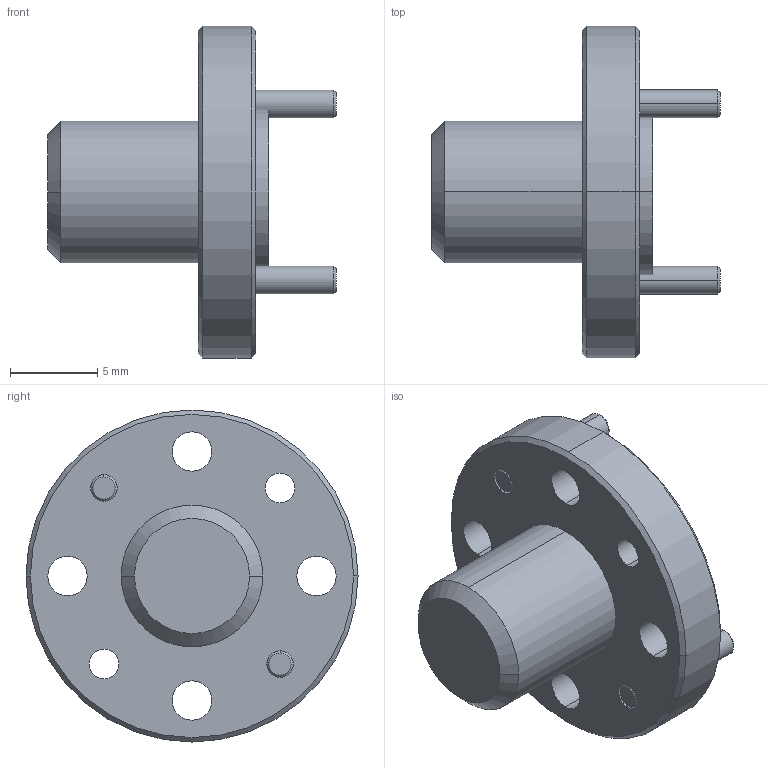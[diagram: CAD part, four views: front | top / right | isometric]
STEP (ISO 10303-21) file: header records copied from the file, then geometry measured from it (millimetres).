
FILE_DESCRIPTION (( 'STEP AP203' ), '1' );
FILE_NAME ('DMAC-08-104-1, df.STEP', '2017-11-22T19:15:51', ( '' ), ( '' ), 'SwSTEP 2.0', 'SolidWorks 2013', '' );
FILE_SCHEMA (( 'CONFIG_CONTROL_DESIGN' ));
Length unit declared in the file: inch
Products named in the file (1): DMAC-08-104-1, df
Bounding box: 16.57 x 19.05 x 19.05 mm (x, y, z)
Volume: 1371.9 mm3; surface area: 1184.9 mm2
Topology: 3 solids, 3 shells, 71 faces, 156 edges, 98 vertices
Faces by surface type: cylinder 34, cone 22, plane 15
Entity records: 2089 total; most frequent: DIRECTION 392, CARTESIAN_POINT 332, ORIENTED_EDGE 312, AXIS2_PLACEMENT_3D 166, EDGE_CURVE 156, VERTEX_POINT 98, CIRCLE 94, EDGE_LOOP 94
